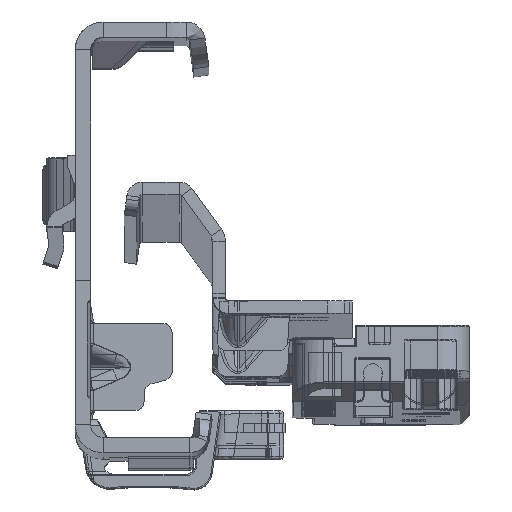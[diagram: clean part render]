
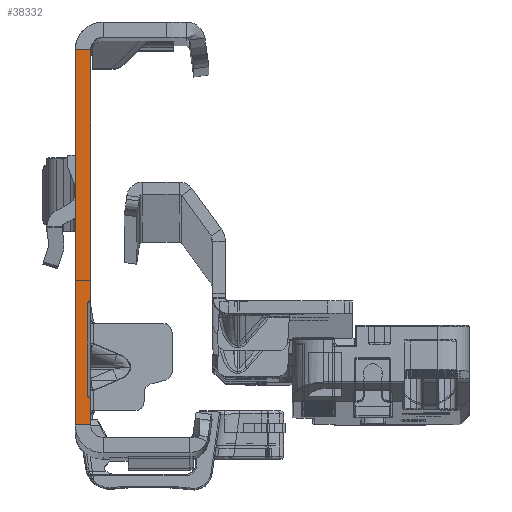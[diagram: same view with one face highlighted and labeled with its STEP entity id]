
A CAD part, top view. The second image highlights one B-rep face of the part: STEP entity #38332.
In plain terms, the highlighted planar face has unit normal (0, 0, 1).
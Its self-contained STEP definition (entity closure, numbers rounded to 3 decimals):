
#799 = CARTESIAN_POINT ( 'NONE',  ( -0.536, -25.45, 0. ) ) ;
#1166 = EDGE_CURVE ( 'NONE', #18329, #76805, #53290, .T. ) ;
#1278 = CARTESIAN_POINT ( 'NONE',  ( 0., -32., 0. ) ) ;
#1403 = ORIENTED_EDGE ( 'NONE', *, *, #33363, .T. ) ;
#1737 = CARTESIAN_POINT ( 'NONE',  ( 0., -32., 0. ) ) ;
#1970 = VECTOR ( 'NONE', #93561, 1000. ) ;
#3143 = EDGE_LOOP ( 'NONE', ( #91741, #1403, #92637, #113375, #66159, #61473, #119453, #98132 ) ) ;
#5778 = DIRECTION ( 'NONE',  ( -1., 0., 0. ) ) ;
#6018 = CARTESIAN_POINT ( 'NONE',  ( -2.45, 30., 0. ) ) ;
#7330 = EDGE_CURVE ( 'NONE', #8410, #76805, #109166, .T. ) ;
#8410 = VERTEX_POINT ( 'NONE', #6018 ) ;
#9025 = CARTESIAN_POINT ( 'NONE',  ( 0., -25.968, 0. ) ) ;
#13624 = CARTESIAN_POINT ( 'NONE',  ( 0., 30., 0. ) ) ;
#15144 = CARTESIAN_POINT ( 'NONE',  ( 0., -9.932, 0. ) ) ;
#15620 = VERTEX_POINT ( 'NONE', #15144 ) ;
#16735 = LINE ( 'NONE', #56390, #48922 ) ;
#16837 = VERTEX_POINT ( 'NONE', #799 ) ;
#17319 = DIRECTION ( 'NONE',  ( 0., 0., 1. ) ) ;
#18329 = VERTEX_POINT ( 'NONE', #70871 ) ;
#24462 = VERTEX_POINT ( 'NONE', #87726 ) ;
#25326 = LINE ( 'NONE', #13624, #41951 ) ;
#26455 = FACE_OUTER_BOUND ( 'NONE', #3143, .T. ) ;
#27042 = CARTESIAN_POINT ( 'NONE',  ( -2.45, -30., 0. ) ) ;
#28946 = AXIS2_PLACEMENT_3D ( 'NONE', #65417, #17319, #116099 ) ;
#33363 = EDGE_CURVE ( 'NONE', #24462, #15620, #86560, .T. ) ;
#34112 = VECTOR ( 'NONE', #57811, 1000. ) ;
#36379 = CARTESIAN_POINT ( 'NONE',  ( 0., -30., 0. ) ) ;
#38332 = ADVANCED_FACE ( 'NONE', ( #26455 ), #125220, .T. ) ;
#41951 = VECTOR ( 'NONE', #5778, 1000. ) ;
#47945 = VECTOR ( 'NONE', #126185, 1000. ) ;
#48922 = VECTOR ( 'NONE', #86293, 1000. ) ;
#53290 = LINE ( 'NONE', #36379, #1970 ) ;
#56390 = CARTESIAN_POINT ( 'NONE',  ( -0.536, -9.85, 0. ) ) ;
#56541 = CARTESIAN_POINT ( 'NONE',  ( -2.45, -32., 0. ) ) ;
#57811 = DIRECTION ( 'NONE',  ( 0., -1., 0. ) ) ;
#61473 = ORIENTED_EDGE ( 'NONE', *, *, #1166, .F. ) ;
#62350 = EDGE_CURVE ( 'NONE', #65589, #15620, #126155, .T. ) ;
#63615 = EDGE_CURVE ( 'NONE', #65589, #8410, #25326, .T. ) ;
#65417 = CARTESIAN_POINT ( 'NONE',  ( -2.45, -32., 0. ) ) ;
#65589 = VERTEX_POINT ( 'NONE', #106410 ) ;
#66159 = ORIENTED_EDGE ( 'NONE', *, *, #7330, .T. ) ;
#69461 = VERTEX_POINT ( 'NONE', #9025 ) ;
#70871 = CARTESIAN_POINT ( 'NONE',  ( 0., -30., 0. ) ) ;
#76805 = VERTEX_POINT ( 'NONE', #27042 ) ;
#81087 = DIRECTION ( 'NONE',  ( 0., -1., 0. ) ) ;
#81122 = VECTOR ( 'NONE', #118948, 1000. ) ;
#86293 = DIRECTION ( 'NONE',  ( 0., -1., 0. ) ) ;
#86560 = LINE ( 'NONE', #106053, #47945 ) ;
#87726 = CARTESIAN_POINT ( 'NONE',  ( -0.536, -10.45, 0. ) ) ;
#90806 = LINE ( 'NONE', #1737, #104527 ) ;
#90978 = EDGE_CURVE ( 'NONE', #69461, #16837, #103794, .T. ) ;
#91741 = ORIENTED_EDGE ( 'NONE', *, *, #115136, .F. ) ;
#92637 = ORIENTED_EDGE ( 'NONE', *, *, #62350, .F. ) ;
#93561 = DIRECTION ( 'NONE',  ( -1., 0., 0. ) ) ;
#98132 = ORIENTED_EDGE ( 'NONE', *, *, #90978, .T. ) ;
#103794 = LINE ( 'NONE', #122638, #109673 ) ;
#104527 = VECTOR ( 'NONE', #81087, 1000. ) ;
#106053 = CARTESIAN_POINT ( 'NONE',  ( -0.259, -10.182, 0. ) ) ;
#106410 = CARTESIAN_POINT ( 'NONE',  ( 0., 30., 0. ) ) ;
#109166 = LINE ( 'NONE', #56541, #34112 ) ;
#109673 = VECTOR ( 'NONE', #113515, 1000. ) ;
#113375 = ORIENTED_EDGE ( 'NONE', *, *, #63615, .T. ) ;
#113515 = DIRECTION ( 'NONE',  ( -0.719, 0.695, 0. ) ) ;
#115136 = EDGE_CURVE ( 'NONE', #24462, #16837, #16735, .T. ) ;
#116099 = DIRECTION ( 'NONE',  ( 1., 0., 0. ) ) ;
#118948 = DIRECTION ( 'NONE',  ( 0., -1., 0. ) ) ;
#119453 = ORIENTED_EDGE ( 'NONE', *, *, #123974, .F. ) ;
#122638 = CARTESIAN_POINT ( 'NONE',  ( 0.082, -26.047, 0. ) ) ;
#123974 = EDGE_CURVE ( 'NONE', #69461, #18329, #90806, .T. ) ;
#125220 = PLANE ( 'NONE',  #28946 ) ;
#126155 = LINE ( 'NONE', #1278, #81122 ) ;
#126185 = DIRECTION ( 'NONE',  ( 0.719, 0.695, 0. ) ) ;
